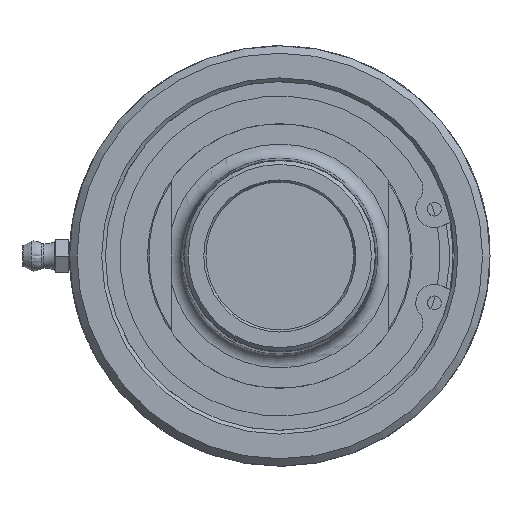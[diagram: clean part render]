
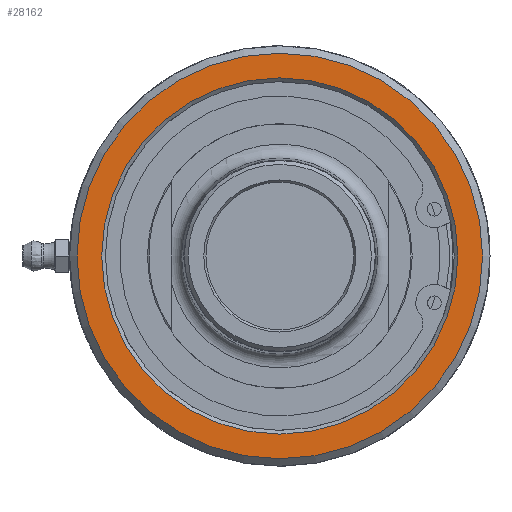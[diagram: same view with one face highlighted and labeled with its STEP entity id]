
A CAD part, left-side view. The second image highlights one B-rep face of the part: STEP entity #28162.
In plain terms, the highlighted planar face has unit normal (-1, 0, 0).
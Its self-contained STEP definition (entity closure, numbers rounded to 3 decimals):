
#221=FACE_BOUND('',#8285,.T.);
#797=PLANE('',#29753);
#6572=FACE_OUTER_BOUND('',#8284,.T.);
#8284=EDGE_LOOP('',(#25645));
#8285=EDGE_LOOP('',(#25646));
#9170=CIRCLE('',#29752,38.34);
#9171=CIRCLE('',#29754,43.65);
#13469=VERTEX_POINT('',#64011);
#13470=VERTEX_POINT('',#64015);
#17566=EDGE_CURVE('',#13469,#13469,#9170,.T.);
#17567=EDGE_CURVE('',#13470,#13470,#9171,.T.);
#25645=ORIENTED_EDGE('',*,*,#17567,.F.);
#25646=ORIENTED_EDGE('',*,*,#17566,.F.);
#28162=ADVANCED_FACE('',(#6572,#221),#797,.F.);
#29752=AXIS2_PLACEMENT_3D('',#64013,#34547,#34548);
#29753=AXIS2_PLACEMENT_3D('',#64014,#34549,#34550);
#29754=AXIS2_PLACEMENT_3D('',#64016,#34551,#34552);
#34547=DIRECTION('center_axis',(-1.,0.,0.));
#34548=DIRECTION('ref_axis',(0.,-1.,0.));
#34549=DIRECTION('center_axis',(1.,0.,0.));
#34550=DIRECTION('ref_axis',(0.,0.,-1.));
#34551=DIRECTION('center_axis',(1.,0.,0.));
#34552=DIRECTION('ref_axis',(0.,1.,0.));
#64011=CARTESIAN_POINT('',(-6.8,38.34,0.));
#64013=CARTESIAN_POINT('Origin',(-6.8,0.,0.));
#64014=CARTESIAN_POINT('Origin',(-6.8,47.988,0.));
#64015=CARTESIAN_POINT('',(-6.8,-43.65,0.));
#64016=CARTESIAN_POINT('Origin',(-6.8,0.,0.));
